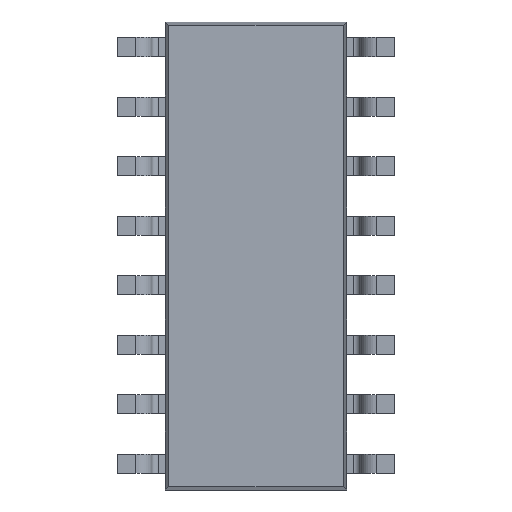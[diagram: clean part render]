
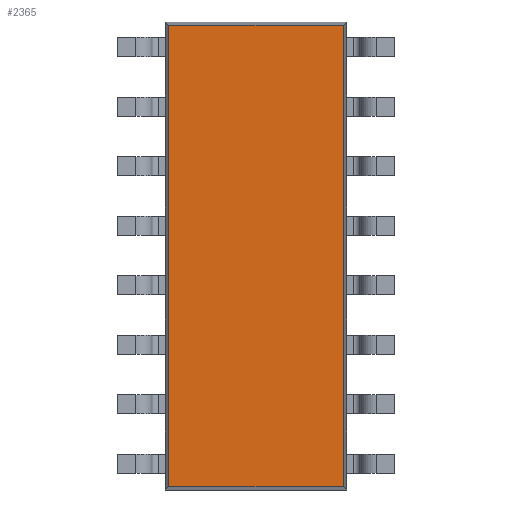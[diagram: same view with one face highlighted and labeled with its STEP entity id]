
A CAD part, front view. The second image highlights one B-rep face of the part: STEP entity #2365.
In plain terms, the highlighted planar face has unit normal (0, -1, 0).
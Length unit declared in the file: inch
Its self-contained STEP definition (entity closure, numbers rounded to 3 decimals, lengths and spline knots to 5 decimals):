
#2365 = ADVANCED_FACE ( 'NONE', ( #5040 ), #5083, .F. ) ;
#2366 = EDGE_LOOP ( 'NONE', ( #2367, #2619, #2621, #2624 ) ) ;
#2367 = ORIENTED_EDGE ( 'NONE', *, *, #2368, .T. ) ;
#2368 = EDGE_CURVE ( 'NONE', #2369, #2370, #5078, .T. ) ;
#2369 = VERTEX_POINT ( 'NONE', #5074 ) ;
#2370 = VERTEX_POINT ( 'NONE', #5073 ) ;
#2371 = VERTEX_POINT ( 'NONE', #5072 ) ;
#2619 = ORIENTED_EDGE ( 'NONE', *, *, #2620, .T. ) ;
#2620 = EDGE_CURVE ( 'NONE', #2370, #2371, #3074, .T. ) ;
#2621 = ORIENTED_EDGE ( 'NONE', *, *, #2622, .T. ) ;
#2622 = EDGE_CURVE ( 'NONE', #2371, #2623, #3121, .T. ) ;
#2623 = VERTEX_POINT ( 'NONE', #3117 ) ;
#2624 = ORIENTED_EDGE ( 'NONE', *, *, #2625, .T. ) ;
#2625 = EDGE_CURVE ( 'NONE', #2623, #2369, #3115, .T. ) ;
#3071 = DIRECTION ( 'NONE',  ( -1., 0., 0. ) ) ;
#3072 = VECTOR ( 'NONE', #3071, 39.37008 ) ;
#3073 = CARTESIAN_POINT ( 'NONE',  ( 0.182, 0.004, 0.36838 ) ) ;
#3074 = LINE ( 'NONE', #3073, #3072 ) ;
#3112 = DIRECTION ( 'NONE',  ( 1., 0., 0. ) ) ;
#3113 = VECTOR ( 'NONE', #3112, 39.37008 ) ;
#3114 = CARTESIAN_POINT ( 'NONE',  ( 0.182, 0.004, -0.01938 ) ) ;
#3115 = LINE ( 'NONE', #3114, #3113 ) ;
#3117 = CARTESIAN_POINT ( 'NONE',  ( 0.03262, 0.004, -0.01938 ) ) ;
#3118 = DIRECTION ( 'NONE',  ( 0., 0., -1. ) ) ;
#3119 = VECTOR ( 'NONE', #3118, 39.37008 ) ;
#3120 = CARTESIAN_POINT ( 'NONE',  ( 0.03262, 0.004, -0.022 ) ) ;
#3121 = LINE ( 'NONE', #3120, #3119 ) ;
#5040 = FACE_OUTER_BOUND ( 'NONE', #2366, .T. ) ;
#5072 = CARTESIAN_POINT ( 'NONE',  ( 0.03262, 0.004, 0.36838 ) ) ;
#5073 = CARTESIAN_POINT ( 'NONE',  ( 0.17938, 0.004, 0.36838 ) ) ;
#5074 = CARTESIAN_POINT ( 'NONE',  ( 0.17938, 0.004, -0.01938 ) ) ;
#5075 = DIRECTION ( 'NONE',  ( 0., 0., 1. ) ) ;
#5076 = VECTOR ( 'NONE', #5075, 39.37008 ) ;
#5077 = CARTESIAN_POINT ( 'NONE',  ( 0.17938, 0.004, -0.022 ) ) ;
#5078 = LINE ( 'NONE', #5077, #5076 ) ;
#5079 = DIRECTION ( 'NONE',  ( 0., 0., 1. ) ) ;
#5080 = DIRECTION ( 'NONE',  ( 0., 1., 0. ) ) ;
#5081 = CARTESIAN_POINT ( 'NONE',  ( 0.182, 0.004, -0.022 ) ) ;
#5082 = AXIS2_PLACEMENT_3D ( 'NONE', #5081, #5080, #5079 ) ;
#5083 = PLANE ( 'NONE',  #5082 ) ;
